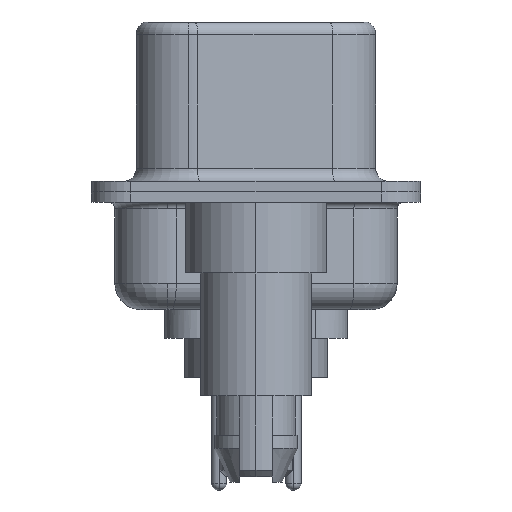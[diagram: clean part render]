
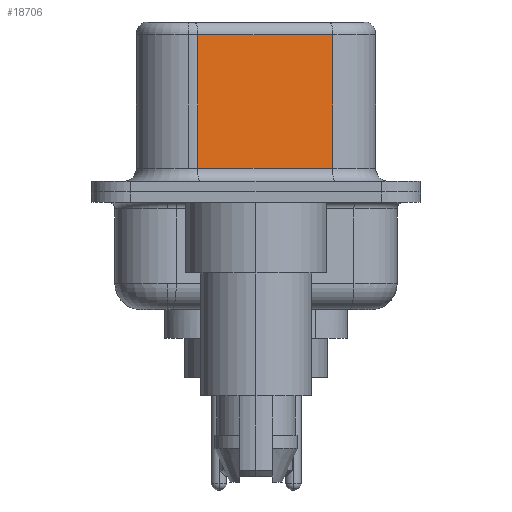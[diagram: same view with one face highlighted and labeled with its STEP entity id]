
A CAD part, left-side view. The second image highlights one B-rep face of the part: STEP entity #18706.
In plain terms, the highlighted planar face has unit normal (-0.985, -0.174, 0).
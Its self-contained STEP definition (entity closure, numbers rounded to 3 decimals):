
#292 = VERTEX_POINT ( 'NONE', #19750 ) ;
#1723 = EDGE_CURVE ( 'NONE', #292, #13655, #12606, .T. ) ;
#1740 = EDGE_LOOP ( 'NONE', ( #1785, #19292, #16199, #5105 ) ) ;
#1756 = EDGE_CURVE ( 'NONE', #9036, #13655, #20495, .T. ) ;
#1785 = ORIENTED_EDGE ( 'NONE', *, *, #1723, .F. ) ;
#2131 = VERTEX_POINT ( 'NONE', #19627 ) ;
#2583 = CARTESIAN_POINT ( 'NONE',  ( 4.585, -2.927, 6.52 ) ) ;
#2879 = CARTESIAN_POINT ( 'NONE',  ( 3.675, 2.233, 6.52 ) ) ;
#3302 = LINE ( 'NONE', #2879, #7347 ) ;
#3904 = CARTESIAN_POINT ( 'NONE',  ( 4.585, -2.927, 6.02 ) ) ;
#4165 = AXIS2_PLACEMENT_3D ( 'NONE', #14801, #9606, #21420 ) ;
#5105 = ORIENTED_EDGE ( 'NONE', *, *, #1756, .T. ) ;
#5568 = CARTESIAN_POINT ( 'NONE',  ( 3.675, 2.233, 0.9 ) ) ;
#7347 = VECTOR ( 'NONE', #13369, 1000. ) ;
#9036 = VERTEX_POINT ( 'NONE', #5568 ) ;
#9197 = DIRECTION ( 'NONE',  ( -0.174, 0.985, 0. ) ) ;
#9606 = DIRECTION ( 'NONE',  ( 0.985, 0.174, 0. ) ) ;
#11059 = DIRECTION ( 'NONE',  ( 0.174, -0.985, 0. ) ) ;
#11271 = PLANE ( 'NONE',  #4165 ) ;
#11507 = VECTOR ( 'NONE', #20748, 1000. ) ;
#11683 = EDGE_CURVE ( 'NONE', #292, #2131, #20601, .T. ) ;
#12176 = CARTESIAN_POINT ( 'NONE',  ( 4.585, -2.927, 0.9 ) ) ;
#12606 = LINE ( 'NONE', #2583, #11507 ) ;
#13369 = DIRECTION ( 'NONE',  ( 0., 0., -1. ) ) ;
#13655 = VERTEX_POINT ( 'NONE', #18361 ) ;
#14801 = CARTESIAN_POINT ( 'NONE',  ( 4.585, -2.927, 6.52 ) ) ;
#16199 = ORIENTED_EDGE ( 'NONE', *, *, #18823, .T. ) ;
#16232 = VECTOR ( 'NONE', #9197, 1000. ) ;
#18197 = FACE_OUTER_BOUND ( 'NONE', #1740, .T. ) ;
#18361 = CARTESIAN_POINT ( 'NONE',  ( 4.585, -2.927, 0.9 ) ) ;
#18706 = ADVANCED_FACE ( 'NONE', ( #18197 ), #11271, .F. ) ;
#18823 = EDGE_CURVE ( 'NONE', #2131, #9036, #3302, .T. ) ;
#19292 = ORIENTED_EDGE ( 'NONE', *, *, #11683, .T. ) ;
#19627 = CARTESIAN_POINT ( 'NONE',  ( 3.675, 2.233, 6.02 ) ) ;
#19750 = CARTESIAN_POINT ( 'NONE',  ( 4.585, -2.927, 6.02 ) ) ;
#19958 = VECTOR ( 'NONE', #11059, 1000. ) ;
#20495 = LINE ( 'NONE', #12176, #19958 ) ;
#20601 = LINE ( 'NONE', #3904, #16232 ) ;
#20748 = DIRECTION ( 'NONE',  ( 0., 0., -1. ) ) ;
#21420 = DIRECTION ( 'NONE',  ( -0.174, 0.985, 0. ) ) ;
